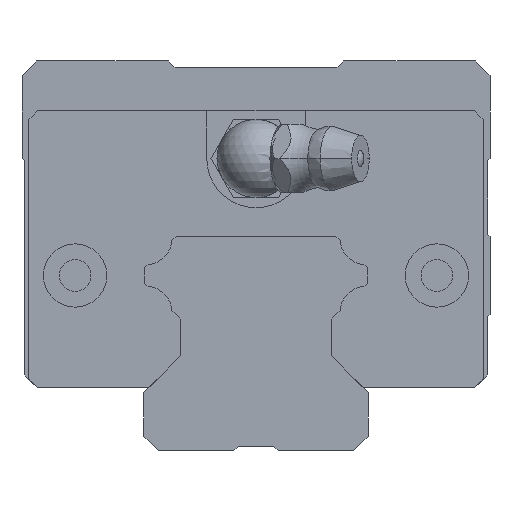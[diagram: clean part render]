
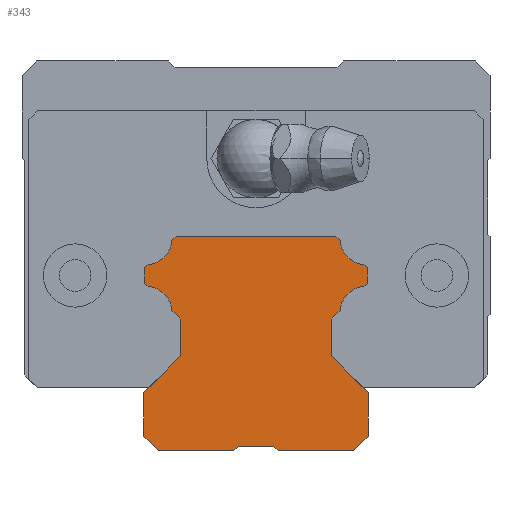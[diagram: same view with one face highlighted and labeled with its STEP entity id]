
A CAD part, front view. The second image highlights one B-rep face of the part: STEP entity #343.
In plain terms, the highlighted planar face has unit normal (0, -1, 0).
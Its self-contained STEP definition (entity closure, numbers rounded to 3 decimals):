
#343=ADVANCED_FACE('',(#742),#743,.T.);
#742=FACE_OUTER_BOUND('',#1244,.T.);
#743=PLANE('',#1245);
#1244=EDGE_LOOP('',(#2746,#2747,#2748,#2749,#2750,#2751,#2752,#2753,#2754,#2755,#2756,#2757,#2758,#2759,#2760,#2761,#2762,#2763,#2764,#2765,#2766,#2767,#2768,#2769,#2770,#2771,#2772,#2773));
#1245=AXIS2_PLACEMENT_3D('',#2774,#2775,#2776);
#2746=ORIENTED_EDGE('',*,*,#3554,.F.);
#2747=ORIENTED_EDGE('',*,*,#3551,.F.);
#2748=ORIENTED_EDGE('',*,*,#3555,.T.);
#2749=ORIENTED_EDGE('',*,*,#3556,.F.);
#2750=ORIENTED_EDGE('',*,*,#3539,.T.);
#2751=ORIENTED_EDGE('',*,*,#3557,.T.);
#2752=ORIENTED_EDGE('',*,*,#3558,.F.);
#2753=ORIENTED_EDGE('',*,*,#3559,.F.);
#2754=ORIENTED_EDGE('',*,*,#3560,.F.);
#2755=ORIENTED_EDGE('',*,*,#3561,.F.);
#2756=ORIENTED_EDGE('',*,*,#3562,.F.);
#2757=ORIENTED_EDGE('',*,*,#3563,.T.);
#2758=ORIENTED_EDGE('',*,*,#3564,.T.);
#2759=ORIENTED_EDGE('',*,*,#3565,.F.);
#2760=ORIENTED_EDGE('',*,*,#3566,.T.);
#2761=ORIENTED_EDGE('',*,*,#3528,.T.);
#2762=ORIENTED_EDGE('',*,*,#3511,.F.);
#2763=ORIENTED_EDGE('',*,*,#3567,.T.);
#2764=ORIENTED_EDGE('',*,*,#3568,.F.);
#2765=ORIENTED_EDGE('',*,*,#3543,.F.);
#2766=ORIENTED_EDGE('',*,*,#3569,.T.);
#2767=ORIENTED_EDGE('',*,*,#3570,.T.);
#2768=ORIENTED_EDGE('',*,*,#3571,.T.);
#2769=ORIENTED_EDGE('',*,*,#3572,.F.);
#2770=ORIENTED_EDGE('',*,*,#3573,.T.);
#2771=ORIENTED_EDGE('',*,*,#3574,.F.);
#2772=ORIENTED_EDGE('',*,*,#3575,.F.);
#2773=ORIENTED_EDGE('',*,*,#3525,.F.);
#2774=CARTESIAN_POINT('',(11.27,-220.0,-88.23));
#2775=DIRECTION('',(0.0,-1.0,0.0));
#2776=DIRECTION('',(0.0,0.0,-1.0));
#3511=EDGE_CURVE('',#4394,#4396,#4397,.T.);
#3525=EDGE_CURVE('',#4416,#4418,#4419,.T.);
#3528=EDGE_CURVE('',#4421,#4396,#4423,.T.);
#3539=EDGE_CURVE('',#4441,#4439,#4442,.T.);
#3543=EDGE_CURVE('',#4447,#4449,#4450,.T.);
#3551=EDGE_CURVE('',#4459,#4461,#4462,.T.);
#3554=EDGE_CURVE('',#4461,#4416,#4465,.T.);
#3555=EDGE_CURVE('',#4459,#4466,#4467,.T.);
#3556=EDGE_CURVE('',#4441,#4466,#4468,.T.);
#3557=EDGE_CURVE('',#4439,#4469,#4470,.T.);
#3558=EDGE_CURVE('',#4471,#4469,#4472,.T.);
#3559=EDGE_CURVE('',#4473,#4471,#4474,.T.);
#3560=EDGE_CURVE('',#4475,#4473,#4476,.T.);
#3561=EDGE_CURVE('',#4477,#4475,#4478,.T.);
#3562=EDGE_CURVE('',#4479,#4477,#4480,.T.);
#3563=EDGE_CURVE('',#4479,#4481,#4482,.T.);
#3564=EDGE_CURVE('',#4481,#4483,#4484,.T.);
#3565=EDGE_CURVE('',#4485,#4483,#4486,.T.);
#3566=EDGE_CURVE('',#4485,#4421,#4487,.T.);
#3567=EDGE_CURVE('',#4394,#4488,#4489,.T.);
#3568=EDGE_CURVE('',#4449,#4488,#4490,.T.);
#3569=EDGE_CURVE('',#4447,#4491,#4492,.T.);
#3570=EDGE_CURVE('',#4491,#4493,#4494,.T.);
#3571=EDGE_CURVE('',#4493,#4495,#4496,.T.);
#3572=EDGE_CURVE('',#4497,#4495,#4498,.T.);
#3573=EDGE_CURVE('',#4497,#4499,#4500,.T.);
#3574=EDGE_CURVE('',#4501,#4499,#4502,.T.);
#3575=EDGE_CURVE('',#4418,#4501,#4503,.T.);
#4394=VERTEX_POINT('',#5773);
#4396=VERTEX_POINT('',#5776);
#4397=LINE('',#5777,#5778);
#4416=VERTEX_POINT('',#5800);
#4418=VERTEX_POINT('',#5803);
#4419=CIRCLE('',#5804,2.65);
#4421=VERTEX_POINT('',#5807);
#4423=LINE('',#5810,#5811);
#4439=VERTEX_POINT('',#5831);
#4441=VERTEX_POINT('',#5834);
#4442=LINE('',#5835,#5836);
#4447=VERTEX_POINT('',#5843);
#4449=VERTEX_POINT('',#5846);
#4450=LINE('',#5847,#5848);
#4459=VERTEX_POINT('',#5860);
#4461=VERTEX_POINT('',#5863);
#4462=LINE('',#5864,#5865);
#4465=LINE('',#5869,#5870);
#4466=VERTEX_POINT('',#5871);
#4467=LINE('',#5872,#5873);
#4468=CIRCLE('',#5874,2.65);
#4469=VERTEX_POINT('',#5875);
#4470=LINE('',#5876,#5877);
#4471=VERTEX_POINT('',#5878);
#4472=LINE('',#5879,#5880);
#4473=VERTEX_POINT('',#5881);
#4474=CIRCLE('',#5882,2.65);
#4475=VERTEX_POINT('',#5883);
#4476=LINE('',#5884,#5885);
#4477=VERTEX_POINT('',#5886);
#4478=LINE('',#5887,#5888);
#4479=VERTEX_POINT('',#5889);
#4480=LINE('',#5890,#5891);
#4481=VERTEX_POINT('',#5892);
#4482=LINE('',#5893,#5894);
#4483=VERTEX_POINT('',#5895);
#4484=LINE('',#5896,#5897);
#4485=VERTEX_POINT('',#5898);
#4486=LINE('',#5899,#5900);
#4487=LINE('',#5901,#5902);
#4488=VERTEX_POINT('',#5903);
#4489=LINE('',#5904,#5905);
#4490=LINE('',#5906,#5907);
#4491=VERTEX_POINT('',#5908);
#4492=LINE('',#5909,#5910);
#4493=VERTEX_POINT('',#5911);
#4494=LINE('',#5912,#5913);
#4495=VERTEX_POINT('',#5914);
#4496=LINE('',#5915,#5916);
#4497=VERTEX_POINT('',#5917);
#4498=CIRCLE('',#5918,2.65);
#4499=VERTEX_POINT('',#5919);
#4500=LINE('',#5920,#5921);
#4501=VERTEX_POINT('',#5922);
#4502=LINE('',#5923,#5924);
#4503=LINE('',#5925,#5926);
#5773=CARTESIAN_POINT('',(2.3,-220.0,-110.0));
#5776=CARTESIAN_POINT('',(1.8,-220.0,-109.5));
#5777=CARTESIAN_POINT('',(2.3,-220.0,-110.0));
#5778=VECTOR('',#6798,1000.0);
#5800=CARTESIAN_POINT('',(8.627,-220.0,-88.426));
#5803=CARTESIAN_POINT('',(11.074,-220.0,-90.873));
#5804=AXIS2_PLACEMENT_3D('',#6830,#6831,#6832);
#5807=CARTESIAN_POINT('',(-1.8,-220.0,-109.5));
#5810=CARTESIAN_POINT('',(-1.8,-220.0,-109.5));
#5811=VECTOR('',#6835,1000.0);
#5831=CARTESIAN_POINT('',(-11.43,-220.0,-91.229));
#5834=CARTESIAN_POINT('',(-11.074,-220.0,-90.873));
#5835=CARTESIAN_POINT('',(-11.074,-220.0,-90.873));
#5836=VECTOR('',#6856,1000.0);
#5843=CARTESIAN_POINT('',(11.5,-220.0,-103.999));
#5846=CARTESIAN_POINT('',(11.5,-220.0,-108.5));
#5847=CARTESIAN_POINT('',(11.5,-220.0,-103.999));
#5848=VECTOR('',#6860,1000.0);
#5860=CARTESIAN_POINT('',(-8.201,-220.0,-88.0));
#5863=CARTESIAN_POINT('',(8.201,-220.0,-88.0));
#5864=CARTESIAN_POINT('',(-8.271,-220.0,-88.0));
#5865=VECTOR('',#6874,1000.0);
#5869=CARTESIAN_POINT('',(8.271,-220.0,-88.07));
#5870=VECTOR('',#6879,1000.0);
#5871=CARTESIAN_POINT('',(-8.627,-220.0,-88.426));
#5872=CARTESIAN_POINT('',(-8.271,-220.0,-88.07));
#5873=VECTOR('',#6880,1000.0);
#5874=AXIS2_PLACEMENT_3D('',#6881,#6882,#6883);
#5875=CARTESIAN_POINT('',(-11.43,-220.0,-92.771));
#5876=CARTESIAN_POINT('',(-11.43,-220.0,-91.229));
#5877=VECTOR('',#6884,1000.0);
#5878=CARTESIAN_POINT('',(-11.074,-220.0,-93.127));
#5879=CARTESIAN_POINT('',(-11.074,-220.0,-93.127));
#5880=VECTOR('',#6885,1000.0);
#5881=CARTESIAN_POINT('',(-8.627,-220.0,-95.574));
#5882=AXIS2_PLACEMENT_3D('',#6886,#6887,#6888);
#5883=CARTESIAN_POINT('',(-7.73,-220.0,-96.471));
#5884=CARTESIAN_POINT('',(-7.73,-220.0,-96.471));
#5885=VECTOR('',#6889,1000.0);
#5886=CARTESIAN_POINT('',(-7.73,-220.0,-100.229));
#5887=CARTESIAN_POINT('',(-7.73,-220.0,-100.229));
#5888=VECTOR('',#6890,1000.0);
#5889=CARTESIAN_POINT('',(-11.5,-220.0,-103.999));
#5890=CARTESIAN_POINT('',(-11.5,-220.0,-103.999));
#5891=VECTOR('',#6891,1000.0);
#5892=CARTESIAN_POINT('',(-11.5,-220.0,-108.5));
#5893=CARTESIAN_POINT('',(-11.5,-220.0,-103.999));
#5894=VECTOR('',#6892,1000.0);
#5895=CARTESIAN_POINT('',(-10.0,-220.0,-110.0));
#5896=CARTESIAN_POINT('',(-11.5,-220.0,-108.5));
#5897=VECTOR('',#6893,1000.0);
#5898=CARTESIAN_POINT('',(-2.3,-220.0,-110.0));
#5899=CARTESIAN_POINT('',(-2.3,-220.0,-110.0));
#5900=VECTOR('',#6894,1000.0);
#5901=CARTESIAN_POINT('',(-2.3,-220.0,-110.0));
#5902=VECTOR('',#6895,1000.0);
#5903=CARTESIAN_POINT('',(10.0,-220.0,-110.0));
#5904=CARTESIAN_POINT('',(2.3,-220.0,-110.0));
#5905=VECTOR('',#6896,1000.0);
#5906=CARTESIAN_POINT('',(11.5,-220.0,-108.5));
#5907=VECTOR('',#6897,1000.0);
#5908=CARTESIAN_POINT('',(7.73,-220.0,-100.229));
#5909=CARTESIAN_POINT('',(11.5,-220.0,-103.999));
#5910=VECTOR('',#6898,1000.0);
#5911=CARTESIAN_POINT('',(7.73,-220.0,-96.471));
#5912=CARTESIAN_POINT('',(7.73,-220.0,-100.229));
#5913=VECTOR('',#6899,1000.0);
#5914=CARTESIAN_POINT('',(8.627,-220.0,-95.574));
#5915=CARTESIAN_POINT('',(7.73,-220.0,-96.471));
#5916=VECTOR('',#6900,1000.0);
#5917=CARTESIAN_POINT('',(11.074,-220.0,-93.127));
#5918=AXIS2_PLACEMENT_3D('',#6901,#6902,#6903);
#5919=CARTESIAN_POINT('',(11.43,-220.0,-92.771));
#5920=CARTESIAN_POINT('',(11.074,-220.0,-93.127));
#5921=VECTOR('',#6904,1000.0);
#5922=CARTESIAN_POINT('',(11.43,-220.0,-91.229));
#5923=CARTESIAN_POINT('',(11.43,-220.0,-91.229));
#5924=VECTOR('',#6905,1000.0);
#5925=CARTESIAN_POINT('',(11.074,-220.0,-90.873));
#5926=VECTOR('',#6906,1000.0);
#6798=DIRECTION('',(-0.707,0.0,0.707));
#6830=CARTESIAN_POINT('',(11.27,-220.0,-88.23));
#6831=DIRECTION('',(0.0,-1.0,0.0));
#6832=DIRECTION('',(1.0,0.0,0.0));
#6835=DIRECTION('',(1.0,0.0,0.0));
#6856=DIRECTION('',(-0.707,0.0,-0.707));
#6860=DIRECTION('',(0.0,0.0,-1.0));
#6874=DIRECTION('',(1.0,0.0,0.0));
#6879=DIRECTION('',(0.707,0.0,-0.707));
#6880=DIRECTION('',(-0.707,0.0,-0.707));
#6881=CARTESIAN_POINT('',(-11.27,-220.0,-88.23));
#6882=DIRECTION('',(0.0,-1.0,0.0));
#6883=DIRECTION('',(1.0,0.0,0.0));
#6884=DIRECTION('',(0.0,0.0,-1.0));
#6885=DIRECTION('',(-0.707,0.0,0.707));
#6886=CARTESIAN_POINT('',(-11.27,-220.0,-95.77));
#6887=DIRECTION('',(0.0,-1.0,0.0));
#6888=DIRECTION('',(1.0,0.0,0.0));
#6889=DIRECTION('',(-0.707,0.0,0.707));
#6890=DIRECTION('',(0.0,0.0,1.0));
#6891=DIRECTION('',(0.707,0.0,0.707));
#6892=DIRECTION('',(0.0,0.0,-1.0));
#6893=DIRECTION('',(0.707,0.0,-0.707));
#6894=DIRECTION('',(-1.0,0.0,0.0));
#6895=DIRECTION('',(0.707,0.0,0.707));
#6896=DIRECTION('',(1.0,0.0,0.0));
#6897=DIRECTION('',(-0.707,0.0,-0.707));
#6898=DIRECTION('',(-0.707,0.0,0.707));
#6899=DIRECTION('',(0.0,0.0,1.0));
#6900=DIRECTION('',(0.707,0.0,0.707));
#6901=CARTESIAN_POINT('',(11.27,-220.0,-95.77));
#6902=DIRECTION('',(0.0,-1.0,0.0));
#6903=DIRECTION('',(1.0,0.0,0.0));
#6904=DIRECTION('',(0.707,0.0,0.707));
#6905=DIRECTION('',(0.0,0.0,-1.0));
#6906=DIRECTION('',(0.707,0.0,-0.707));
